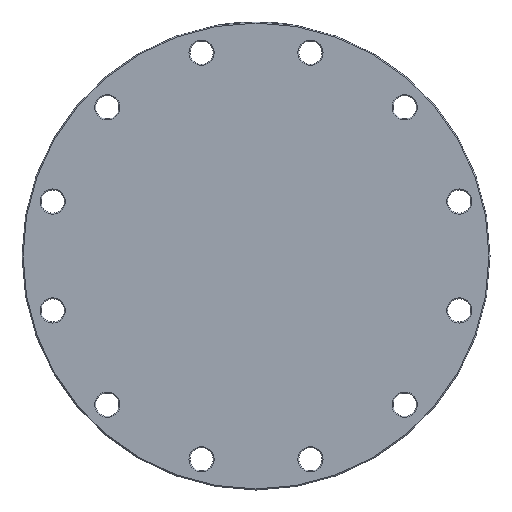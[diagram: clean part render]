
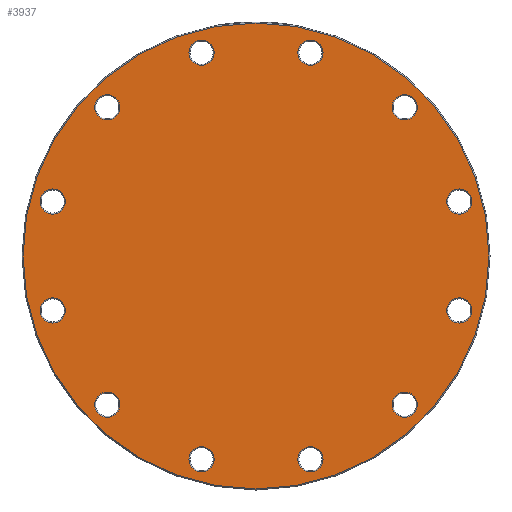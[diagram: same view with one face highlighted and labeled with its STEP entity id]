
A CAD part, left-side view. The second image highlights one B-rep face of the part: STEP entity #3937.
In plain terms, the highlighted planar face has unit normal (-1, 0, 0).
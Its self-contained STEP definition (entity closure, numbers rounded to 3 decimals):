
#97 = DIRECTION ( 'NONE',  ( 0., 0., -1. ) ) ;
#143 = EDGE_CURVE ( 'NONE', #4223, #4223, #1890, .T. ) ;
#151 = CARTESIAN_POINT ( 'NONE',  ( 0., 193.185, -63.764 ) ) ;
#187 = VERTEX_POINT ( 'NONE', #5431 ) ;
#216 = CARTESIAN_POINT ( 'NONE',  ( 0., 51.764, -193.185 ) ) ;
#219 = VERTEX_POINT ( 'NONE', #3298 ) ;
#221 = AXIS2_PLACEMENT_3D ( 'NONE', #1423, #3053, #1489 ) ;
#279 = DIRECTION ( 'NONE',  ( 0., 0., -1. ) ) ;
#400 = AXIS2_PLACEMENT_3D ( 'NONE', #4924, #2270, #97 ) ;
#459 = FACE_BOUND ( 'NONE', #5225, .T. ) ;
#504 = EDGE_LOOP ( 'NONE', ( #2348 ) ) ;
#575 = DIRECTION ( 'NONE',  ( 1., 0., 0. ) ) ;
#600 = EDGE_CURVE ( 'NONE', #5773, #5773, #3984, .T. ) ;
#667 = CIRCLE ( 'NONE', #5737, 12. ) ;
#688 = CARTESIAN_POINT ( 'NONE',  ( 0., -141.421, -141.421 ) ) ;
#750 = EDGE_LOOP ( 'NONE', ( #4652 ) ) ;
#778 = ORIENTED_EDGE ( 'NONE', *, *, #600, .T. ) ;
#841 = AXIS2_PLACEMENT_3D ( 'NONE', #3230, #5937, #5256 ) ;
#882 = DIRECTION ( 'NONE',  ( 0., 0., -1. ) ) ;
#989 = ORIENTED_EDGE ( 'NONE', *, *, #6453, .T. ) ;
#1069 = EDGE_CURVE ( 'NONE', #6220, #6220, #3528, .T. ) ;
#1213 = AXIS2_PLACEMENT_3D ( 'NONE', #2232, #575, #6430 ) ;
#1423 = CARTESIAN_POINT ( 'NONE',  ( 0., 141.421, 141.421 ) ) ;
#1426 = FACE_OUTER_BOUND ( 'NONE', #504, .T. ) ;
#1489 = DIRECTION ( 'NONE',  ( 0., 0., -1. ) ) ;
#1496 = CARTESIAN_POINT ( 'NONE',  ( 0., 193.185, 39.764 ) ) ;
#1499 = CIRCLE ( 'NONE', #5902, 221.5 ) ;
#1544 = CIRCLE ( 'NONE', #3540, 12. ) ;
#1554 = AXIS2_PLACEMENT_3D ( 'NONE', #2220, #3804, #279 ) ;
#1565 = FACE_BOUND ( 'NONE', #6729, .T. ) ;
#1639 = CARTESIAN_POINT ( 'NONE',  ( 0., 141.421, 129.421 ) ) ;
#1674 = VERTEX_POINT ( 'NONE', #1774 ) ;
#1718 = CIRCLE ( 'NONE', #841, 12. ) ;
#1774 = CARTESIAN_POINT ( 'NONE',  ( 0., -141.421, -153.421 ) ) ;
#1788 = EDGE_CURVE ( 'NONE', #6287, #6287, #1544, .T. ) ;
#1890 = CIRCLE ( 'NONE', #3764, 12. ) ;
#1912 = CARTESIAN_POINT ( 'NONE',  ( 0., 141.421, -153.421 ) ) ;
#1953 = FACE_BOUND ( 'NONE', #2628, .T. ) ;
#1968 = ORIENTED_EDGE ( 'NONE', *, *, #3437, .T. ) ;
#2022 = FACE_BOUND ( 'NONE', #6758, .T. ) ;
#2154 = CARTESIAN_POINT ( 'NONE',  ( 0., -193.185, 51.764 ) ) ;
#2159 = CARTESIAN_POINT ( 'NONE',  ( 0., 51.764, 181.185 ) ) ;
#2189 = CARTESIAN_POINT ( 'NONE',  ( 0., -193.185, 39.764 ) ) ;
#2220 = CARTESIAN_POINT ( 'NONE',  ( 0., 193.185, -51.764 ) ) ;
#2232 = CARTESIAN_POINT ( 'NONE',  ( 0., -193.185, -51.764 ) ) ;
#2270 = DIRECTION ( 'NONE',  ( 1., 0., 0. ) ) ;
#2289 = VERTEX_POINT ( 'NONE', #6422 ) ;
#2348 = ORIENTED_EDGE ( 'NONE', *, *, #4359, .T. ) ;
#2440 = CIRCLE ( 'NONE', #1554, 12. ) ;
#2463 = VERTEX_POINT ( 'NONE', #1912 ) ;
#2502 = FACE_BOUND ( 'NONE', #2505, .T. ) ;
#2505 = EDGE_LOOP ( 'NONE', ( #5513 ) ) ;
#2516 = EDGE_LOOP ( 'NONE', ( #6735 ) ) ;
#2535 = FACE_BOUND ( 'NONE', #5479, .T. ) ;
#2539 = CARTESIAN_POINT ( 'NONE',  ( 0., -193.185, -63.764 ) ) ;
#2628 = EDGE_LOOP ( 'NONE', ( #3197 ) ) ;
#2781 = AXIS2_PLACEMENT_3D ( 'NONE', #216, #6524, #6749 ) ;
#2789 = VERTEX_POINT ( 'NONE', #2189 ) ;
#2809 = DIRECTION ( 'NONE',  ( 1., 0., 0. ) ) ;
#2930 = CARTESIAN_POINT ( 'NONE',  ( 0., -51.764, 193.185 ) ) ;
#3052 = CIRCLE ( 'NONE', #6340, 12. ) ;
#3053 = DIRECTION ( 'NONE',  ( 1., 0., 0. ) ) ;
#3197 = ORIENTED_EDGE ( 'NONE', *, *, #143, .T. ) ;
#3229 = DIRECTION ( 'NONE',  ( 1., 0., 0. ) ) ;
#3230 = CARTESIAN_POINT ( 'NONE',  ( 0., -51.764, -193.185 ) ) ;
#3298 = CARTESIAN_POINT ( 'NONE',  ( 0., -51.764, -205.185 ) ) ;
#3437 = EDGE_CURVE ( 'NONE', #6391, #6391, #5240, .T. ) ;
#3528 = CIRCLE ( 'NONE', #221, 12. ) ;
#3540 = AXIS2_PLACEMENT_3D ( 'NONE', #4739, #3229, #6316 ) ;
#3564 = CARTESIAN_POINT ( 'NONE',  ( 0., 0., 0. ) ) ;
#3626 = DIRECTION ( 'NONE',  ( 0., 0., -1. ) ) ;
#3733 = EDGE_CURVE ( 'NONE', #3811, #3811, #3052, .T. ) ;
#3737 = CARTESIAN_POINT ( 'NONE',  ( 0., 141.421, -141.421 ) ) ;
#3742 = DIRECTION ( 'NONE',  ( 0., 0., -1. ) ) ;
#3764 = AXIS2_PLACEMENT_3D ( 'NONE', #5603, #5766, #882 ) ;
#3804 = DIRECTION ( 'NONE',  ( 1., 0., 0. ) ) ;
#3811 = VERTEX_POINT ( 'NONE', #4812 ) ;
#3937 = ADVANCED_FACE ( 'NONE', ( #1426, #2502, #6725, #1953, #1565, #2535, #5664, #6185, #5186, #5635, #5220, #2022, #459 ), #4053, .F. ) ;
#3984 = CIRCLE ( 'NONE', #1213, 12. ) ;
#4022 = DIRECTION ( 'NONE',  ( 1., 0., 0. ) ) ;
#4053 = PLANE ( 'NONE',  #4801 ) ;
#4149 = EDGE_CURVE ( 'NONE', #219, #219, #1718, .T. ) ;
#4155 = DIRECTION ( 'NONE',  ( 1., 0., 0. ) ) ;
#4222 = ORIENTED_EDGE ( 'NONE', *, *, #4149, .T. ) ;
#4223 = VERTEX_POINT ( 'NONE', #2159 ) ;
#4359 = EDGE_CURVE ( 'NONE', #187, #187, #1499, .T. ) ;
#4382 = DIRECTION ( 'NONE',  ( 1., 0., 0. ) ) ;
#4481 = ORIENTED_EDGE ( 'NONE', *, *, #5158, .T. ) ;
#4518 = EDGE_LOOP ( 'NONE', ( #778 ) ) ;
#4534 = AXIS2_PLACEMENT_3D ( 'NONE', #2154, #4771, #3742 ) ;
#4641 = CIRCLE ( 'NONE', #2781, 12. ) ;
#4652 = ORIENTED_EDGE ( 'NONE', *, *, #4991, .T. ) ;
#4739 = CARTESIAN_POINT ( 'NONE',  ( 0., 193.185, 51.764 ) ) ;
#4771 = DIRECTION ( 'NONE',  ( 1., 0., 0. ) ) ;
#4801 = AXIS2_PLACEMENT_3D ( 'NONE', #5086, #4155, #5735 ) ;
#4812 = CARTESIAN_POINT ( 'NONE',  ( 0., -51.764, 181.185 ) ) ;
#4818 = EDGE_CURVE ( 'NONE', #2289, #2289, #4641, .T. ) ;
#4924 = CARTESIAN_POINT ( 'NONE',  ( 0., -141.421, 141.421 ) ) ;
#4950 = DIRECTION ( 'NONE',  ( 0., 0., -1. ) ) ;
#4991 = EDGE_CURVE ( 'NONE', #1674, #1674, #667, .T. ) ;
#5073 = EDGE_CURVE ( 'NONE', #2789, #2789, #6612, .T. ) ;
#5086 = CARTESIAN_POINT ( 'NONE',  ( 0., 0., 0. ) ) ;
#5134 = CIRCLE ( 'NONE', #6665, 12. ) ;
#5158 = EDGE_CURVE ( 'NONE', #5974, #5974, #2440, .T. ) ;
#5186 = FACE_BOUND ( 'NONE', #750, .T. ) ;
#5220 = FACE_BOUND ( 'NONE', #5234, .T. ) ;
#5225 = EDGE_LOOP ( 'NONE', ( #4481 ) ) ;
#5234 = EDGE_LOOP ( 'NONE', ( #5718 ) ) ;
#5240 = CIRCLE ( 'NONE', #400, 12. ) ;
#5256 = DIRECTION ( 'NONE',  ( 0., 0., -1. ) ) ;
#5259 = ORIENTED_EDGE ( 'NONE', *, *, #5073, .T. ) ;
#5431 = CARTESIAN_POINT ( 'NONE',  ( 0., 0., -221.5 ) ) ;
#5479 = EDGE_LOOP ( 'NONE', ( #1968 ) ) ;
#5513 = ORIENTED_EDGE ( 'NONE', *, *, #1788, .T. ) ;
#5601 = ORIENTED_EDGE ( 'NONE', *, *, #3733, .T. ) ;
#5603 = CARTESIAN_POINT ( 'NONE',  ( 0., 51.764, 193.185 ) ) ;
#5635 = FACE_BOUND ( 'NONE', #6441, .T. ) ;
#5664 = FACE_BOUND ( 'NONE', #6026, .T. ) ;
#5718 = ORIENTED_EDGE ( 'NONE', *, *, #4818, .T. ) ;
#5735 = DIRECTION ( 'NONE',  ( 0., 0., -1. ) ) ;
#5737 = AXIS2_PLACEMENT_3D ( 'NONE', #688, #4382, #5963 ) ;
#5766 = DIRECTION ( 'NONE',  ( 1., 0., 0. ) ) ;
#5773 = VERTEX_POINT ( 'NONE', #2539 ) ;
#5892 = DIRECTION ( 'NONE',  ( 0., 0., -1. ) ) ;
#5902 = AXIS2_PLACEMENT_3D ( 'NONE', #3564, #6177, #3626 ) ;
#5937 = DIRECTION ( 'NONE',  ( 1., 0., 0. ) ) ;
#5963 = DIRECTION ( 'NONE',  ( 0., 0., -1. ) ) ;
#5974 = VERTEX_POINT ( 'NONE', #151 ) ;
#6009 = CARTESIAN_POINT ( 'NONE',  ( 0., -141.421, 129.421 ) ) ;
#6026 = EDGE_LOOP ( 'NONE', ( #5259 ) ) ;
#6177 = DIRECTION ( 'NONE',  ( -1., 0., 0. ) ) ;
#6185 = FACE_BOUND ( 'NONE', #4518, .T. ) ;
#6220 = VERTEX_POINT ( 'NONE', #1639 ) ;
#6287 = VERTEX_POINT ( 'NONE', #1496 ) ;
#6316 = DIRECTION ( 'NONE',  ( 0., 0., -1. ) ) ;
#6340 = AXIS2_PLACEMENT_3D ( 'NONE', #2930, #4022, #4950 ) ;
#6391 = VERTEX_POINT ( 'NONE', #6009 ) ;
#6422 = CARTESIAN_POINT ( 'NONE',  ( 0., 51.764, -205.185 ) ) ;
#6430 = DIRECTION ( 'NONE',  ( 0., 0., -1. ) ) ;
#6441 = EDGE_LOOP ( 'NONE', ( #4222 ) ) ;
#6453 = EDGE_CURVE ( 'NONE', #2463, #2463, #5134, .T. ) ;
#6524 = DIRECTION ( 'NONE',  ( 1., 0., 0. ) ) ;
#6612 = CIRCLE ( 'NONE', #4534, 12. ) ;
#6665 = AXIS2_PLACEMENT_3D ( 'NONE', #3737, #2809, #5892 ) ;
#6725 = FACE_BOUND ( 'NONE', #2516, .T. ) ;
#6729 = EDGE_LOOP ( 'NONE', ( #5601 ) ) ;
#6735 = ORIENTED_EDGE ( 'NONE', *, *, #1069, .T. ) ;
#6749 = DIRECTION ( 'NONE',  ( 0., 0., -1. ) ) ;
#6758 = EDGE_LOOP ( 'NONE', ( #989 ) ) ;
